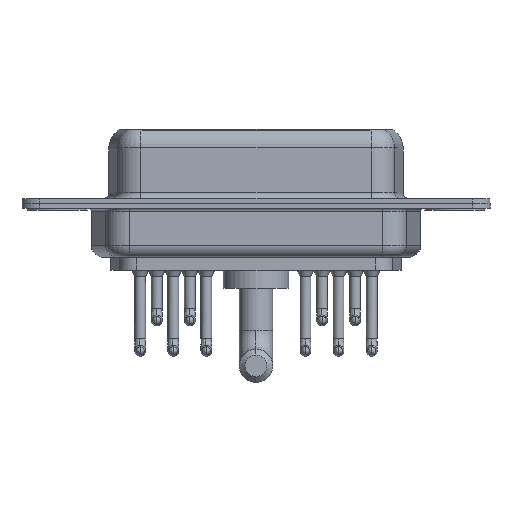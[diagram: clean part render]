
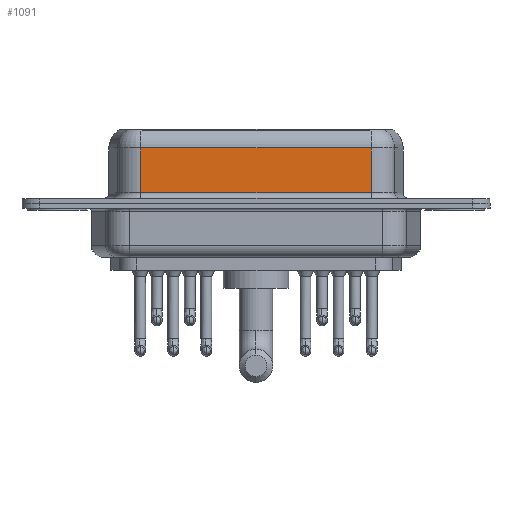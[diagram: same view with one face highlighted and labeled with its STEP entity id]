
A CAD part, front view. The second image highlights one B-rep face of the part: STEP entity #1091.
In plain terms, the highlighted planar face has unit normal (0, -1, 0).
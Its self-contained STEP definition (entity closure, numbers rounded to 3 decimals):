
#436 = EDGE_LOOP ( 'NONE', ( #2343, #4278, #16106, #577 ) ) ;
#577 = ORIENTED_EDGE ( 'NONE', *, *, #1028, .T. ) ;
#866 = VERTEX_POINT ( 'NONE', #11256 ) ;
#1028 = EDGE_CURVE ( 'NONE', #866, #2448, #6392, .T. ) ;
#1091 = ADVANCED_FACE ( 'NONE', ( #1669 ), #7223, .F. ) ;
#1655 = VECTOR ( 'NONE', #10385, 1000. ) ;
#1669 = FACE_OUTER_BOUND ( 'NONE', #436, .T. ) ;
#2134 = CARTESIAN_POINT ( 'NONE',  ( 26.287, -3.95, 0.9 ) ) ;
#2294 = AXIS2_PLACEMENT_3D ( 'NONE', #16318, #6723, #3434 ) ;
#2343 = ORIENTED_EDGE ( 'NONE', *, *, #15801, .F. ) ;
#2448 = VERTEX_POINT ( 'NONE', #2134 ) ;
#2613 = DIRECTION ( 'NONE',  ( 0., 0., -1. ) ) ;
#3434 = DIRECTION ( 'NONE',  ( 0., 0., 1. ) ) ;
#3621 = CARTESIAN_POINT ( 'NONE',  ( 7.013, -3.95, 4.65 ) ) ;
#3981 = CARTESIAN_POINT ( 'NONE',  ( 7.013, -3.95, 6.4 ) ) ;
#4078 = EDGE_CURVE ( 'NONE', #13856, #8284, #6603, .T. ) ;
#4278 = ORIENTED_EDGE ( 'NONE', *, *, #4078, .T. ) ;
#5605 = CARTESIAN_POINT ( 'NONE',  ( 26.287, -3.95, 4.65 ) ) ;
#6392 = LINE ( 'NONE', #14223, #1655 ) ;
#6603 = LINE ( 'NONE', #11804, #14833 ) ;
#6723 = DIRECTION ( 'NONE',  ( 0., 1., 0. ) ) ;
#7223 = PLANE ( 'NONE',  #2294 ) ;
#8284 = VERTEX_POINT ( 'NONE', #3621 ) ;
#9062 = VECTOR ( 'NONE', #10017, 1000. ) ;
#9389 = LINE ( 'NONE', #3981, #10397 ) ;
#10017 = DIRECTION ( 'NONE',  ( 0., 0., -1. ) ) ;
#10385 = DIRECTION ( 'NONE',  ( 1., 0., 0. ) ) ;
#10397 = VECTOR ( 'NONE', #2613, 1000. ) ;
#11256 = CARTESIAN_POINT ( 'NONE',  ( 7.013, -3.95, 0.9 ) ) ;
#11804 = CARTESIAN_POINT ( 'NONE',  ( 26.287, -3.95, 4.65 ) ) ;
#12656 = CARTESIAN_POINT ( 'NONE',  ( 26.287, -3.95, 6.4 ) ) ;
#13856 = VERTEX_POINT ( 'NONE', #5605 ) ;
#14223 = CARTESIAN_POINT ( 'NONE',  ( 26.287, -3.95, 0.9 ) ) ;
#14598 = EDGE_CURVE ( 'NONE', #8284, #866, #9389, .T. ) ;
#14833 = VECTOR ( 'NONE', #15703, 1000. ) ;
#15109 = LINE ( 'NONE', #12656, #9062 ) ;
#15703 = DIRECTION ( 'NONE',  ( -1., 0., 0. ) ) ;
#15801 = EDGE_CURVE ( 'NONE', #13856, #2448, #15109, .T. ) ;
#16106 = ORIENTED_EDGE ( 'NONE', *, *, #14598, .T. ) ;
#16318 = CARTESIAN_POINT ( 'NONE',  ( 26.287, -3.95, 6.4 ) ) ;
